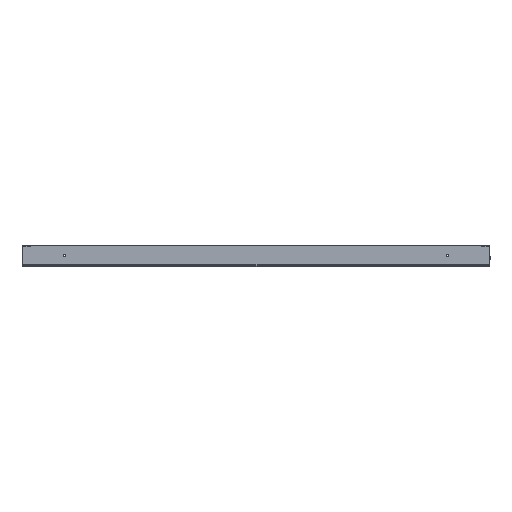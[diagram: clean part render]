
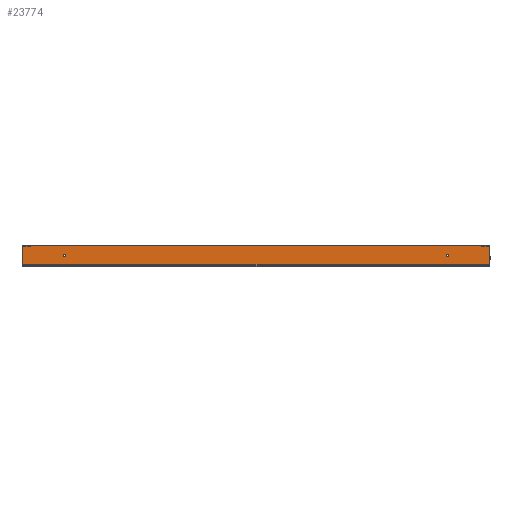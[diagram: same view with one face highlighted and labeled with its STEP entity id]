
A CAD part, front view. The second image highlights one B-rep face of the part: STEP entity #23774.
In plain terms, the highlighted planar face has unit normal (0, -1, 0).
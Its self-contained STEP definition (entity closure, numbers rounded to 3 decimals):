
#82 = DIRECTION ( 'NONE',  ( 0., 0., 1. ) ) ;
#680 = DIRECTION ( 'NONE',  ( 0., 1., 0. ) ) ;
#924 = DIRECTION ( 'NONE',  ( -1., 0., 0. ) ) ;
#959 = CIRCLE ( 'NONE', #12940, 3. ) ;
#1013 = FACE_BOUND ( 'NONE', #25151, .T. ) ;
#1030 = EDGE_CURVE ( 'NONE', #24590, #29386, #959, .T. ) ;
#1611 = EDGE_CURVE ( 'NONE', #20842, #8459, #21843, .T. ) ;
#2019 = AXIS2_PLACEMENT_3D ( 'NONE', #28347, #680, #8166 ) ;
#2808 = CARTESIAN_POINT ( 'NONE',  ( -450., -900., 24. ) ) ;
#3244 = DIRECTION ( 'NONE',  ( 0., 0., 1. ) ) ;
#3398 = CARTESIAN_POINT ( 'NONE',  ( -450., -900., 21. ) ) ;
#3461 = CARTESIAN_POINT ( 'NONE',  ( 546.929, -900., 48. ) ) ;
#3798 = DIRECTION ( 'NONE',  ( 0., 1., 0. ) ) ;
#4770 = CARTESIAN_POINT ( 'NONE',  ( 450., -900., 21. ) ) ;
#6434 = ORIENTED_EDGE ( 'NONE', *, *, #1030, .T. ) ;
#6642 = CARTESIAN_POINT ( 'NONE',  ( 450., -900., 24. ) ) ;
#6900 = ORIENTED_EDGE ( 'NONE', *, *, #13195, .T. ) ;
#6945 = CARTESIAN_POINT ( 'NONE',  ( 546.929, -900., 47. ) ) ;
#7325 = ORIENTED_EDGE ( 'NONE', *, *, #1611, .F. ) ;
#7608 = DIRECTION ( 'NONE',  ( 0., 1., 0. ) ) ;
#7628 = DIRECTION ( 'NONE',  ( 0., 1., 0. ) ) ;
#7785 = CIRCLE ( 'NONE', #2019, 3. ) ;
#7850 = EDGE_CURVE ( 'NONE', #13584, #10737, #13047, .T. ) ;
#7929 = CARTESIAN_POINT ( 'NONE',  ( -547.929, -900., 0. ) ) ;
#8067 = FACE_OUTER_BOUND ( 'NONE', #14390, .T. ) ;
#8150 = CARTESIAN_POINT ( 'NONE',  ( -550., -900., 2. ) ) ;
#8166 = DIRECTION ( 'NONE',  ( 0., 0., 1. ) ) ;
#8194 = DIRECTION ( 'NONE',  ( 0., -1., 0. ) ) ;
#8311 = ORIENTED_EDGE ( 'NONE', *, *, #20499, .F. ) ;
#8459 = VERTEX_POINT ( 'NONE', #22484 ) ;
#8755 = AXIS2_PLACEMENT_3D ( 'NONE', #6945, #27408, #16120 ) ;
#9158 = ORIENTED_EDGE ( 'NONE', *, *, #10107, .T. ) ;
#9831 = CARTESIAN_POINT ( 'NONE',  ( 547.929, -900., 47. ) ) ;
#9855 = FACE_BOUND ( 'NONE', #19814, .T. ) ;
#10107 = EDGE_CURVE ( 'NONE', #27943, #25979, #26647, .T. ) ;
#10207 = CARTESIAN_POINT ( 'NONE',  ( -547.929, -900., 47. ) ) ;
#10737 = VERTEX_POINT ( 'NONE', #4770 ) ;
#10962 = EDGE_CURVE ( 'NONE', #29386, #24590, #28912, .T. ) ;
#11110 = EDGE_CURVE ( 'NONE', #10737, #13584, #7785, .T. ) ;
#11739 = ORIENTED_EDGE ( 'NONE', *, *, #11110, .T. ) ;
#12033 = EDGE_CURVE ( 'NONE', #20842, #21922, #16777, .T. ) ;
#12705 = EDGE_CURVE ( 'NONE', #25979, #22110, #14980, .T. ) ;
#12820 = VECTOR ( 'NONE', #17112, 1000. ) ;
#12940 = AXIS2_PLACEMENT_3D ( 'NONE', #2808, #7608, #3244 ) ;
#13047 = CIRCLE ( 'NONE', #27980, 3. ) ;
#13195 = EDGE_CURVE ( 'NONE', #21922, #27943, #19317, .T. ) ;
#13584 = VERTEX_POINT ( 'NONE', #20867 ) ;
#14390 = EDGE_LOOP ( 'NONE', ( #9158, #16565, #8311, #7325, #23467, #6900 ) ) ;
#14532 = CARTESIAN_POINT ( 'NONE',  ( 0., -900., 0. ) ) ;
#14785 = DIRECTION ( 'NONE',  ( 0., 0., 1. ) ) ;
#14956 = AXIS2_PLACEMENT_3D ( 'NONE', #20680, #20979, #82 ) ;
#14980 = CIRCLE ( 'NONE', #26533, 1. ) ;
#16120 = DIRECTION ( 'NONE',  ( 0., 0., 1. ) ) ;
#16420 = VECTOR ( 'NONE', #14785, 1000. ) ;
#16565 = ORIENTED_EDGE ( 'NONE', *, *, #12705, .T. ) ;
#16742 = AXIS2_PLACEMENT_3D ( 'NONE', #14532, #7628, #17103 ) ;
#16777 = LINE ( 'NONE', #26253, #16420 ) ;
#17103 = DIRECTION ( 'NONE',  ( 0., 0., 1. ) ) ;
#17112 = DIRECTION ( 'NONE',  ( 0., 0., 1. ) ) ;
#17256 = PLANE ( 'NONE',  #16742 ) ;
#17334 = ORIENTED_EDGE ( 'NONE', *, *, #10962, .T. ) ;
#17343 = DIRECTION ( 'NONE',  ( -1., 0., 0. ) ) ;
#17387 = DIRECTION ( 'NONE',  ( 0., 0., 1. ) ) ;
#17872 = ORIENTED_EDGE ( 'NONE', *, *, #7850, .T. ) ;
#19317 = CIRCLE ( 'NONE', #8755, 1. ) ;
#19347 = VECTOR ( 'NONE', #924, 1000. ) ;
#19734 = CARTESIAN_POINT ( 'NONE',  ( 547.929, -900., 2. ) ) ;
#19814 = EDGE_LOOP ( 'NONE', ( #17872, #11739 ) ) ;
#19844 = CARTESIAN_POINT ( 'NONE',  ( -546.929, -900., 48. ) ) ;
#20499 = EDGE_CURVE ( 'NONE', #8459, #22110, #26156, .T. ) ;
#20680 = CARTESIAN_POINT ( 'NONE',  ( -450., -900., 24. ) ) ;
#20842 = VERTEX_POINT ( 'NONE', #19734 ) ;
#20867 = CARTESIAN_POINT ( 'NONE',  ( 450., -900., 27. ) ) ;
#20979 = DIRECTION ( 'NONE',  ( 0., 1., 0. ) ) ;
#21843 = LINE ( 'NONE', #8150, #24039 ) ;
#21922 = VERTEX_POINT ( 'NONE', #9831 ) ;
#22040 = CARTESIAN_POINT ( 'NONE',  ( -546.929, -900., 47. ) ) ;
#22110 = VERTEX_POINT ( 'NONE', #10207 ) ;
#22484 = CARTESIAN_POINT ( 'NONE',  ( -547.929, -900., 2. ) ) ;
#22583 = DIRECTION ( 'NONE',  ( 0., 0., 1. ) ) ;
#23467 = ORIENTED_EDGE ( 'NONE', *, *, #12033, .T. ) ;
#23774 = ADVANCED_FACE ( 'NONE', ( #1013, #9855, #8067 ), #17256, .F. ) ;
#24039 = VECTOR ( 'NONE', #17343, 1000. ) ;
#24528 = CARTESIAN_POINT ( 'NONE',  ( 0., -900., 48. ) ) ;
#24590 = VERTEX_POINT ( 'NONE', #29460 ) ;
#25151 = EDGE_LOOP ( 'NONE', ( #6434, #17334 ) ) ;
#25979 = VERTEX_POINT ( 'NONE', #19844 ) ;
#26156 = LINE ( 'NONE', #7929, #12820 ) ;
#26253 = CARTESIAN_POINT ( 'NONE',  ( 547.929, -900., 0. ) ) ;
#26533 = AXIS2_PLACEMENT_3D ( 'NONE', #22040, #8194, #17387 ) ;
#26647 = LINE ( 'NONE', #24528, #19347 ) ;
#27408 = DIRECTION ( 'NONE',  ( 0., -1., 0. ) ) ;
#27943 = VERTEX_POINT ( 'NONE', #3461 ) ;
#27980 = AXIS2_PLACEMENT_3D ( 'NONE', #6642, #3798, #22583 ) ;
#28347 = CARTESIAN_POINT ( 'NONE',  ( 450., -900., 24. ) ) ;
#28912 = CIRCLE ( 'NONE', #14956, 3. ) ;
#29386 = VERTEX_POINT ( 'NONE', #3398 ) ;
#29460 = CARTESIAN_POINT ( 'NONE',  ( -450., -900., 27. ) ) ;
